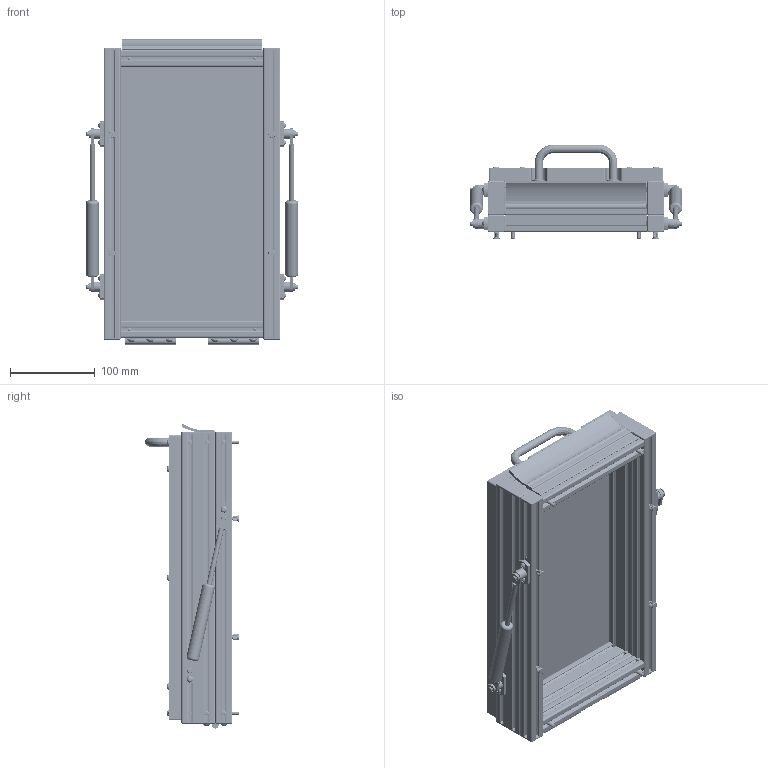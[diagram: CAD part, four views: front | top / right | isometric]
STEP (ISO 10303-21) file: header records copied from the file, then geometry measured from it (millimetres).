
FILE_DESCRIPTION (( 'STEP AP214' ), '1' );
FILE_NAME ('INGUN_34301.STEP', '2024-10-07T13:29:48', ( '' ), ( '' ), 'SwSTEP 2.0', 'SolidWorks 2021', '' );
FILE_SCHEMA (( 'AUTOMOTIVE_DESIGN' ));
Length unit declared in the file: millimetre
Products named in the file (38): 3376~0; DIN912~n_M05,0x040; 25285~2; Gewindebuchse~n_M04-07,5 geschlossen; 34234~1_S; DIN125~n_04,3 M04,0; 14057~2_S; ISO7380~n_M04,0x008; ISO7380~n_M04,0x010; 34048~0; 34047~0; ASR~asr_拱06,2x03x拌10; 12849~0; DIN_6799_-_A2~n_d 5; DIN6325~n_04,0m6x020; 34046~0; DIN6325~n_04,0m6x030; Scharnier~0_Teil1; 36177~2; 34050~0; 3381~0; 31254~0_S; 33885~4_S; Stift_zu_Scharnier_13372~0; ISO7380~n_M04,0x020; ISO7380~n_M05,0x008; 13373~0; 9289-1~0; 9289~0; 9523~0; 34049~0; 13372~1; 2497~0; INGUN_34301; 13635~0; DIN912~n_M04,0x020; 9289-2~0; Scharnier~0_Teil2
Assembly tree (127 placements, depth 5):
  INGUN_34301
    33885~4_S
      34049~0  x2
      34047~0  x2
      34048~0
      34046~0  x2
      34050~0
      25285~2  x4
      13635~0
      DIN_6799_-_A2~n_d 5  x4
      3381~0  x8
      12849~0  x2
        13372~1
          Scharnier~0_Teil1
          Scharnier~0_Teil2
          Stift_zu_Scharnier_13372~0
        DIN125~n_04,3 M04,0
        ISO7380~n_M04,0x008
        13373~0
      34234~1_S
        36177~2
      31254~0_S  x2
      2497~0  x2
      ASR~asr_拱06,2x03x拌10  x4
      9289~0  x10
        9289-1~0
        9289-2~0
      9523~0  x4
      3376~0  x4
      ISO7380~n_M04,0x010  x8
      DIN912~n_M05,0x040  x2
      ISO7380~n_M05,0x008  x2
    14057~2_S
    3381~0  x10
    ISO7380~n_M04,0x020  x10
    DIN6325~n_04,0m6x030  x2
    DIN912~n_M04,0x020  x4
    Gewindebuchse~n_M04-07,5 geschlossen  x4
    DIN6325~n_04,0m6x020  x4
Bounding box: 250.3 x 111 x 360.31 mm (x, y, z)
Volume: 1698946.1 mm3; surface area: 755926.5 mm2
Topology: 151 solids, 151 shells, 5698 faces, 14496 edges, 9228 vertices
Faces by surface type: plane 3101, cylinder 2097, cone 216, torus 144, bspline 80, sphere 60
Entity records: 55326 total; most frequent: CARTESIAN_POINT 12781, DIRECTION 8715, ORIENTED_EDGE 8286, EDGE_CURVE 4143, AXIS2_PLACEMENT_3D 3179, VERTEX_POINT 2695, VECTOR 2357, LINE 2357
